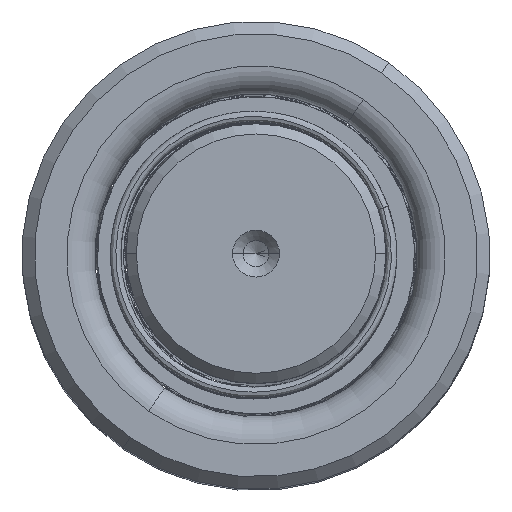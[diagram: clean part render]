
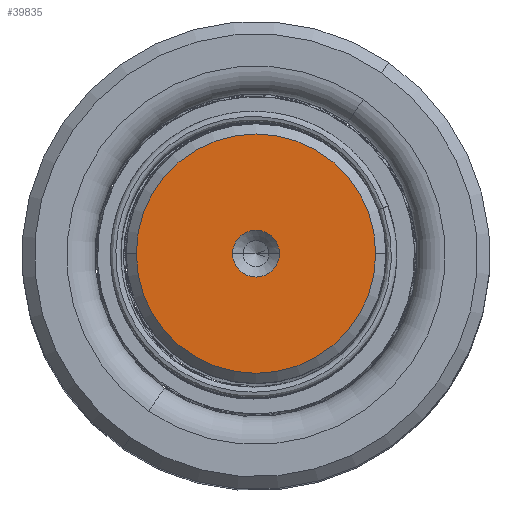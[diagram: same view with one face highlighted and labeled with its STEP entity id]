
A CAD part, top view. The second image highlights one B-rep face of the part: STEP entity #39835.
In plain terms, the highlighted planar face has unit normal (0, 0, 1).
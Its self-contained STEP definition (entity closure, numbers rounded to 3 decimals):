
#1434 = AXIS2_PLACEMENT_3D ( 'NONE', #42115, #29241, #37924 ) ;
#2690 = EDGE_LOOP ( 'NONE', ( #51629, #17494 ) ) ;
#3816 = CARTESIAN_POINT ( 'NONE',  ( 0., 0., 170. ) ) ;
#4005 = DIRECTION ( 'NONE',  ( 0., 0., 1. ) ) ;
#6796 = CARTESIAN_POINT ( 'NONE',  ( -11.509, 0., 170. ) ) ;
#8868 = AXIS2_PLACEMENT_3D ( 'NONE', #12435, #37860, #55112 ) ;
#9953 = AXIS2_PLACEMENT_3D ( 'NONE', #3816, #4005, #12166 ) ;
#10843 = ORIENTED_EDGE ( 'NONE', *, *, #20842, .T. ) ;
#11152 = DIRECTION ( 'NONE',  ( 0., 0., 1. ) ) ;
#12166 = DIRECTION ( 'NONE',  ( 1., 0., 0. ) ) ;
#12218 = DIRECTION ( 'NONE',  ( 0., 0., 1. ) ) ;
#12435 = CARTESIAN_POINT ( 'NONE',  ( 0., 0., 170. ) ) ;
#14839 = VERTEX_POINT ( 'NONE', #32130 ) ;
#14914 = CIRCLE ( 'NONE', #8868, 2.25 ) ;
#15349 = CARTESIAN_POINT ( 'NONE',  ( 0., 0., 170. ) ) ;
#17358 = CARTESIAN_POINT ( 'NONE',  ( 0., 0., 170. ) ) ;
#17494 = ORIENTED_EDGE ( 'NONE', *, *, #28689, .F. ) ;
#19413 = EDGE_CURVE ( 'NONE', #53016, #29701, #53782, .T. ) ;
#20834 = PLANE ( 'NONE',  #1434 ) ;
#20842 = EDGE_CURVE ( 'NONE', #29701, #53016, #25923, .T. ) ;
#23733 = CIRCLE ( 'NONE', #9953, 2.25 ) ;
#25471 = EDGE_CURVE ( 'NONE', #14839, #34375, #23733, .T. ) ;
#25923 = CIRCLE ( 'NONE', #48784, 11.509 ) ;
#26216 = CARTESIAN_POINT ( 'NONE',  ( 11.509, 0., 170. ) ) ;
#28689 = EDGE_CURVE ( 'NONE', #34375, #14839, #14914, .T. ) ;
#29241 = DIRECTION ( 'NONE',  ( 0., 0., 1. ) ) ;
#29701 = VERTEX_POINT ( 'NONE', #26216 ) ;
#29852 = AXIS2_PLACEMENT_3D ( 'NONE', #15349, #11152, #45721 ) ;
#32130 = CARTESIAN_POINT ( 'NONE',  ( 2.25, 0., 170. ) ) ;
#34375 = VERTEX_POINT ( 'NONE', #48103 ) ;
#37860 = DIRECTION ( 'NONE',  ( 0., 0., 1. ) ) ;
#37924 = DIRECTION ( 'NONE',  ( 1., 0., 0. ) ) ;
#39578 = ORIENTED_EDGE ( 'NONE', *, *, #19413, .T. ) ;
#39835 = ADVANCED_FACE ( 'NONE', ( #54962, #49562 ), #20834, .T. ) ;
#42115 = CARTESIAN_POINT ( 'NONE',  ( 0., 0., 170. ) ) ;
#45721 = DIRECTION ( 'NONE',  ( 1., 0., 0. ) ) ;
#47148 = DIRECTION ( 'NONE',  ( 1., 0., 0. ) ) ;
#48103 = CARTESIAN_POINT ( 'NONE',  ( -2.25, 0., 170. ) ) ;
#48784 = AXIS2_PLACEMENT_3D ( 'NONE', #17358, #12218, #47148 ) ;
#49562 = FACE_OUTER_BOUND ( 'NONE', #49943, .T. ) ;
#49943 = EDGE_LOOP ( 'NONE', ( #39578, #10843 ) ) ;
#51629 = ORIENTED_EDGE ( 'NONE', *, *, #25471, .F. ) ;
#53016 = VERTEX_POINT ( 'NONE', #6796 ) ;
#53782 = CIRCLE ( 'NONE', #29852, 11.509 ) ;
#54962 = FACE_BOUND ( 'NONE', #2690, .T. ) ;
#55112 = DIRECTION ( 'NONE',  ( 1., 0., 0. ) ) ;
